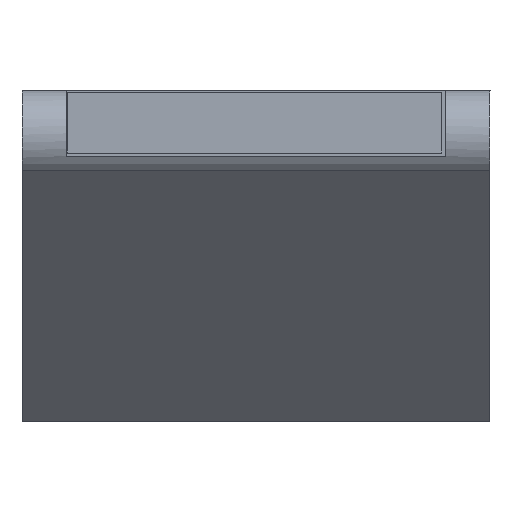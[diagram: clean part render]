
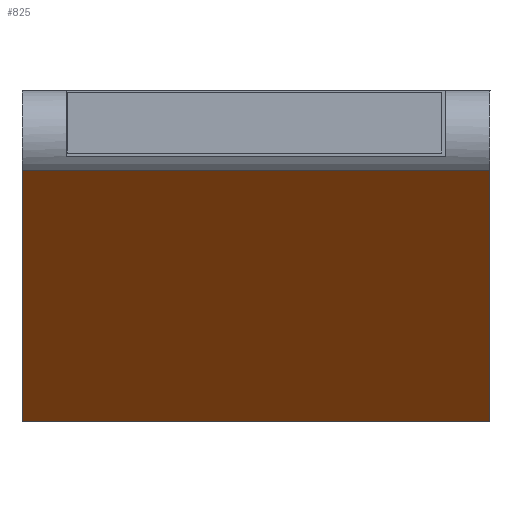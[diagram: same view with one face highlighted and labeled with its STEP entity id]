
A CAD part, left-side view. The second image highlights one B-rep face of the part: STEP entity #825.
In plain terms, the highlighted face is planar.
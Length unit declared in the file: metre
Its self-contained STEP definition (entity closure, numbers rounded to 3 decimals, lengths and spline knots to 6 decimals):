
#79=ORIENTED_EDGE('',*,*,#299,.F.);
#80=ORIENTED_EDGE('',*,*,#300,.T.);
#81=ORIENTED_EDGE('',*,*,#301,.T.);
#82=ORIENTED_EDGE('',*,*,#286,.F.);
#286=EDGE_CURVE('',#398,#395,#474,.T.);
#299=EDGE_CURVE('',#407,#398,#487,.T.);
#300=EDGE_CURVE('',#407,#408,#488,.T.);
#301=EDGE_CURVE('',#408,#395,#489,.T.);
#395=VERTEX_POINT('',#1229);
#398=VERTEX_POINT('',#1234);
#407=VERTEX_POINT('',#1261);
#408=VERTEX_POINT('',#1263);
#474=LINE('',#1235,#578);
#487=LINE('',#1260,#591);
#488=LINE('',#1262,#592);
#489=LINE('',#1264,#593);
#578=VECTOR('',#992,1.);
#591=VECTOR('',#1013,1.);
#592=VECTOR('',#1014,1.);
#593=VECTOR('',#1015,1.);
#670=EDGE_LOOP('',(#79,#80,#81,#82));
#726=FACE_BOUND('',#670,.T.);
#780=PLANE('',#912);
#825=ADVANCED_FACE('',(#726),#780,.F.);
#912=AXIS2_PLACEMENT_3D('',#1259,#1011,#1012);
#992=DIRECTION('',(0.,1.,0.));
#1011=DIRECTION('',(1.,0.,0.));
#1012=DIRECTION('',(0.,0.,-1.));
#1013=DIRECTION('',(0.,0.,-1.));
#1014=DIRECTION('',(0.,1.,0.));
#1015=DIRECTION('',(0.,0.,-1.));
#1229=CARTESIAN_POINT('',(-0.05,0.,0.));
#1234=CARTESIAN_POINT('',(-0.05,-0.1,0.));
#1235=CARTESIAN_POINT('',(-0.05,-0.1,0.));
#1259=CARTESIAN_POINT('',(-0.05,-0.1,0.05));
#1260=CARTESIAN_POINT('',(-0.05,-0.1,0.05));
#1261=CARTESIAN_POINT('',(-0.05,-0.1,0.075858));
#1262=CARTESIAN_POINT('',(-0.05,-0.0905,0.075858));
#1263=CARTESIAN_POINT('',(-0.05,0.,0.075858));
#1264=CARTESIAN_POINT('',(-0.05,0.,0.05));
